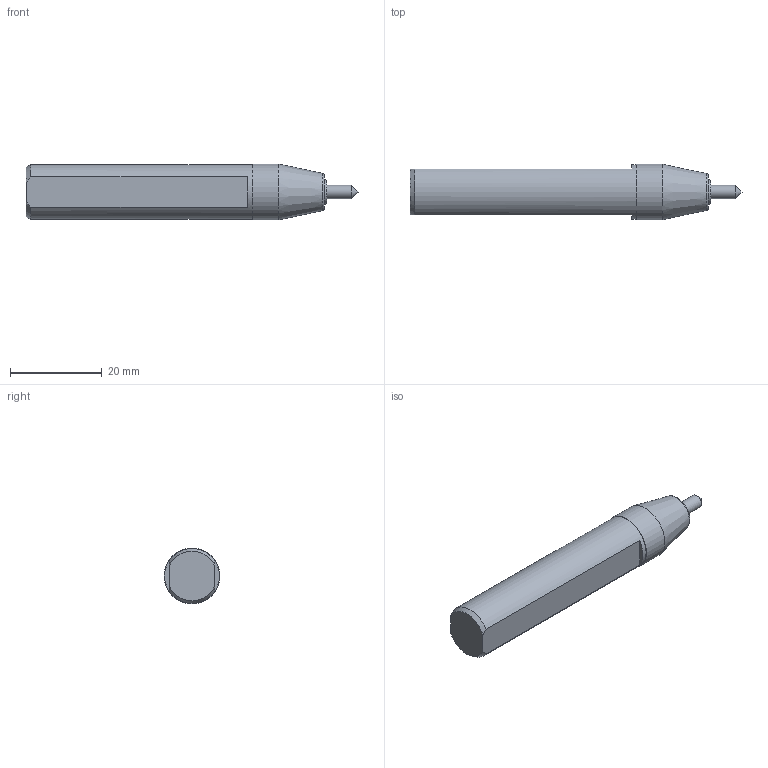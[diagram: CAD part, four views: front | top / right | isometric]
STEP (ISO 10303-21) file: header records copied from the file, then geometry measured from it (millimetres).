
FILE_DESCRIPTION(/* description */ (''),/* implementation_level */ '2;1');
FILE_NAME(/* name */ '10011178998nxv000_00_214.stp',/* time_stamp */ '2022-03-07T08:34:17+01:00',/* author */ (''),/* organization */ (''),/* preprocessor_version */ 'ST-DEVELOPER v16.7',/* originating_system */ 'SIEMENS PLM Software NX 12.0',/* authorisation */ '');
FILE_SCHEMA (('AUTOMOTIVE_DESIGN { 1 0 10303 214 3 1 1 1 }'));
Length unit declared in the file: millimetre
Products named in the file (1): 10011178998nxv000_00
Bounding box: 72.37 x 12.2 x 12.2 mm (x, y, z)
Volume: 6650.8 mm3; surface area: 2571.7 mm2
Topology: 1 solids, 1 shells, 17 faces, 38 edges, 25 vertices
Faces by surface type: plane 8, cone 5, cylinder 3, torus 1
Full cylindrical faces by diameter (mm): 3.009 x1, 11.98 x1, 12.2 x1
Entity records: 440 total; most frequent: CARTESIAN_POINT 79, DIRECTION 74, ORIENTED_EDGE 54, AXIS2_PLACEMENT_3D 33, EDGE_CURVE 27, EDGE_LOOP 26, VERTEX_POINT 22, FACE_BOUND 20
